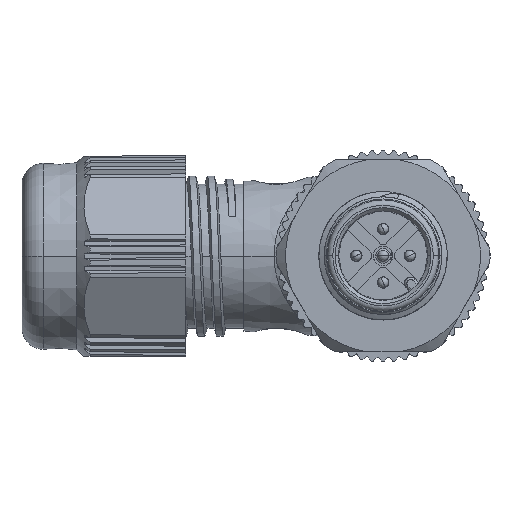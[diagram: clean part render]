
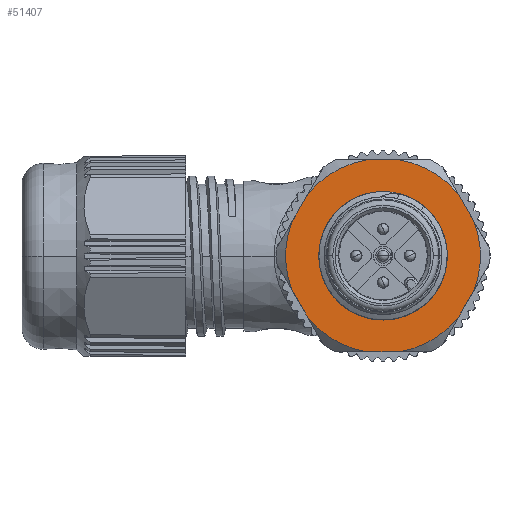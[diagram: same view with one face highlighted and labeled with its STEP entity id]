
A CAD part, top view. The second image highlights one B-rep face of the part: STEP entity #51407.
In plain terms, the highlighted planar face has unit normal (0, 0, 1).
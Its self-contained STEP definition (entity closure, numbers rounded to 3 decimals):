
#2643=DIRECTION('',(0.5,0.866,0.));
#2644=VECTOR('',#2643,3.081);
#2645=CARTESIAN_POINT('',(6.998,-5.819,-9.1));
#2646=LINE('',#2645,#2644);
#2647=CARTESIAN_POINT('',(0.,0.,-9.1));
#2648=DIRECTION('',(0.,0.,1.));
#2649=DIRECTION('',(0.169,-0.986,0.));
#2650=AXIS2_PLACEMENT_3D('',#2647,#2648,#2649);
#2652=DIRECTION('',(1.,0.,0.));
#2653=VECTOR('',#2652,3.081);
#2654=CARTESIAN_POINT('',(-1.541,-8.97,-9.1));
#2655=LINE('',#2654,#2653);
#2656=CARTESIAN_POINT('',(0.,0.,-9.1));
#2657=DIRECTION('',(0.,0.,1.));
#2658=DIRECTION('',(-0.769,-0.639,0.));
#2659=AXIS2_PLACEMENT_3D('',#2656,#2657,#2658);
#2661=DIRECTION('',(0.5,-0.866,0.));
#2662=VECTOR('',#2661,3.081);
#2663=CARTESIAN_POINT('',(-8.539,-3.151,-9.1));
#2664=LINE('',#2663,#2662);
#2665=DIRECTION('',(-0.5,-0.866,0.));
#2666=VECTOR('',#2665,3.081);
#2667=CARTESIAN_POINT('',(-6.998,5.819,-9.1));
#2668=LINE('',#2667,#2666);
#2669=CARTESIAN_POINT('',(0.,0.,-9.1));
#2670=DIRECTION('',(0.,0.,1.));
#2671=DIRECTION('',(-0.169,0.986,0.));
#2672=AXIS2_PLACEMENT_3D('',#2669,#2670,#2671);
#2674=DIRECTION('',(-1.,0.,0.));
#2675=VECTOR('',#2674,3.081);
#2676=CARTESIAN_POINT('',(1.541,8.97,-9.1));
#2677=LINE('',#2676,#2675);
#2678=CARTESIAN_POINT('',(0.,0.,-9.1));
#2679=DIRECTION('',(0.,0.,1.));
#2680=DIRECTION('',(0.769,0.639,0.));
#2681=AXIS2_PLACEMENT_3D('',#2678,#2679,#2680);
#2683=DIRECTION('',(-0.5,0.866,0.));
#2684=VECTOR('',#2683,3.081);
#2685=CARTESIAN_POINT('',(8.539,3.151,-9.1));
#2686=LINE('',#2685,#2684);
#2687=CARTESIAN_POINT('',(0.,0.,-9.1));
#2688=DIRECTION('',(0.,0.,1.));
#2689=DIRECTION('',(-1.,0.,0.));
#2690=AXIS2_PLACEMENT_3D('',#2687,#2688,#2689);
#2692=CARTESIAN_POINT('',(0.,0.,-9.1));
#2693=DIRECTION('',(0.,0.,1.));
#2694=DIRECTION('',(1.,0.,0.));
#2695=AXIS2_PLACEMENT_3D('',#2692,#2693,#2694);
#2712=CARTESIAN_POINT('',(0.,0.,-9.1));
#2713=DIRECTION('',(0.,0.,1.));
#2714=DIRECTION('',(0.938,-0.346,0.));
#2715=AXIS2_PLACEMENT_3D('',#2712,#2713,#2714);
#2800=CARTESIAN_POINT('',(0.,0.,-9.1));
#2801=DIRECTION('',(0.,0.,1.));
#2802=DIRECTION('',(-0.938,0.346,0.));
#2803=AXIS2_PLACEMENT_3D('',#2800,#2801,#2802);
#2832=CARTESIAN_POINT('',(6.998,-5.819,-9.1));
#44330=CARTESIAN_POINT('',(-6.,0.,-9.1));
#44331=CARTESIAN_POINT('',(6.,0.,-9.1));
#44332=VERTEX_POINT('',#44330);
#44333=VERTEX_POINT('',#44331);
#44460=VERTEX_POINT('',#2832);
#44486=CARTESIAN_POINT('',(6.998,5.819,-9.1));
#44487=CARTESIAN_POINT('',(1.541,8.97,-9.1));
#44488=VERTEX_POINT('',#44486);
#44489=VERTEX_POINT('',#44487);
#44490=CARTESIAN_POINT('',(-1.541,8.97,-9.1));
#44491=CARTESIAN_POINT('',(-6.998,5.819,-9.1));
#44492=VERTEX_POINT('',#44490);
#44493=VERTEX_POINT('',#44491);
#44494=CARTESIAN_POINT('',(-6.998,-5.819,-9.1));
#44495=CARTESIAN_POINT('',(-1.541,-8.97,-9.1));
#44496=VERTEX_POINT('',#44494);
#44497=VERTEX_POINT('',#44495);
#44498=CARTESIAN_POINT('',(1.541,-8.97,-9.1));
#44499=VERTEX_POINT('',#44498);
#44500=CARTESIAN_POINT('',(-8.539,-3.151,-9.1));
#44501=VERTEX_POINT('',#44500);
#44502=CARTESIAN_POINT('',(-8.539,3.151,-9.1));
#44503=VERTEX_POINT('',#44502);
#44504=CARTESIAN_POINT('',(8.539,3.151,-9.1));
#44505=VERTEX_POINT('',#44504);
#44506=CARTESIAN_POINT('',(8.539,-3.151,-9.1));
#44507=VERTEX_POINT('',#44506);
#51371=CARTESIAN_POINT('',(0.,0.,-9.1));
#51372=DIRECTION('',(0.,0.,1.));
#51373=DIRECTION('',(-1.,0.,0.));
#51374=AXIS2_PLACEMENT_3D('',#51371,#51372,#51373);
#51375=PLANE('',#51374);
#51377=ORIENTED_EDGE('',*,*,#51376,.F.);
#51379=ORIENTED_EDGE('',*,*,#51378,.F.);
#51381=ORIENTED_EDGE('',*,*,#51380,.F.);
#51383=ORIENTED_EDGE('',*,*,#51382,.F.);
#51385=ORIENTED_EDGE('',*,*,#51384,.F.);
#51387=ORIENTED_EDGE('',*,*,#51386,.F.);
#51389=ORIENTED_EDGE('',*,*,#51388,.F.);
#51391=ORIENTED_EDGE('',*,*,#51390,.F.);
#51393=ORIENTED_EDGE('',*,*,#51392,.F.);
#51395=ORIENTED_EDGE('',*,*,#51394,.F.);
#51397=ORIENTED_EDGE('',*,*,#51396,.F.);
#51399=ORIENTED_EDGE('',*,*,#51398,.F.);
#51400=EDGE_LOOP('',(#51377,#51379,#51381,#51383,#51385,#51387,#51389,#51391,
#51393,#51395,#51397,#51399));
#51401=FACE_OUTER_BOUND('',#51400,.F.);
#51402=ORIENTED_EDGE('',*,*,#51361,.T.);
#51404=ORIENTED_EDGE('',*,*,#51403,.T.);
#51405=EDGE_LOOP('',(#51402,#51404));
#51406=FACE_BOUND('',#51405,.F.);
#51407=ADVANCED_FACE('',(#51401,#51406),#51375,.T.);
#2651=CIRCLE('',#2650,9.101);
#2660=CIRCLE('',#2659,9.101);
#2673=CIRCLE('',#2672,9.101);
#2682=CIRCLE('',#2681,9.101);
#2691=CIRCLE('',#2690,6.);
#2696=CIRCLE('',#2695,6.);
#2716=CIRCLE('',#2715,9.101);
#2804=CIRCLE('',#2803,9.101);
#51361=EDGE_CURVE('',#44332,#44333,#2691,.T.);
#51376=EDGE_CURVE('',#44507,#44505,#2716,.T.);
#51378=EDGE_CURVE('',#44460,#44507,#2646,.T.);
#51380=EDGE_CURVE('',#44499,#44460,#2651,.T.);
#51382=EDGE_CURVE('',#44497,#44499,#2655,.T.);
#51384=EDGE_CURVE('',#44496,#44497,#2660,.T.);
#51386=EDGE_CURVE('',#44501,#44496,#2664,.T.);
#51388=EDGE_CURVE('',#44503,#44501,#2804,.T.);
#51390=EDGE_CURVE('',#44493,#44503,#2668,.T.);
#51392=EDGE_CURVE('',#44492,#44493,#2673,.T.);
#51394=EDGE_CURVE('',#44489,#44492,#2677,.T.);
#51396=EDGE_CURVE('',#44488,#44489,#2682,.T.);
#51398=EDGE_CURVE('',#44505,#44488,#2686,.T.);
#51403=EDGE_CURVE('',#44333,#44332,#2696,.T.);
